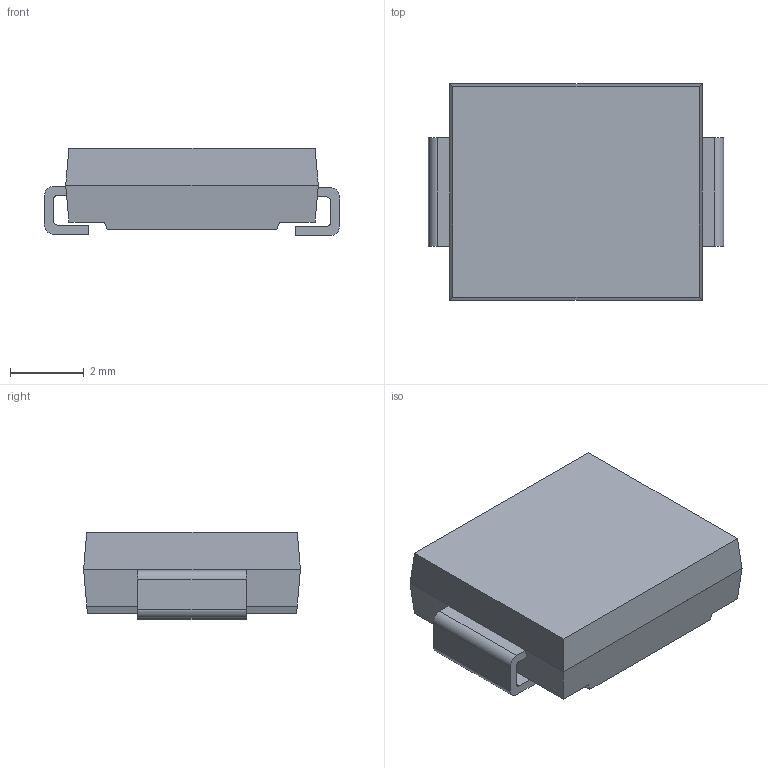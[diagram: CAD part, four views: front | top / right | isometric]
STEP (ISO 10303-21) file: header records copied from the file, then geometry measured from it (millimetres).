
FILE_DESCRIPTION(/* description */ (''),/* implementation_level */ '2;1');
FILE_NAME(/* name */ 'SMC立體圖.stp',/* time_stamp */ '2017-07-10T08:19:05+08:00',/* author */ ('lz'),/* organization */ (''),/* preprocessor_version */ 'ST-DEVELOPER v16.13',/* originating_system */ 'AutoCAD Mechanical',/* authorisation */ '');
FILE_SCHEMA (('AUTOMOTIVE_DESIGN { 1 0 10303 214 3 1 1 }'));
Length unit declared in the file: millimetre
Products named in the file (1): Product
Bounding box: 8 x 5.88 x 2.37 mm (x, y, z)
Volume: 93.6 mm3; surface area: 228.8 mm2
Topology: 6 solids, 6 shells, 137 faces, 355 edges, 230 vertices
Faces by surface type: plane 89, cylinder 38, cone 10
Full cylindrical faces by diameter (mm): 0.35 x1, 0.8 x2, 1.442 x1
Entity records: 4323 total; most frequent: CARTESIAN_POINT 885, DIRECTION 701, ORIENTED_EDGE 698, EDGE_CURVE 349, LINE 241, VECTOR 241, VERTEX_POINT 230, AXIS2_PLACEMENT_3D 230
